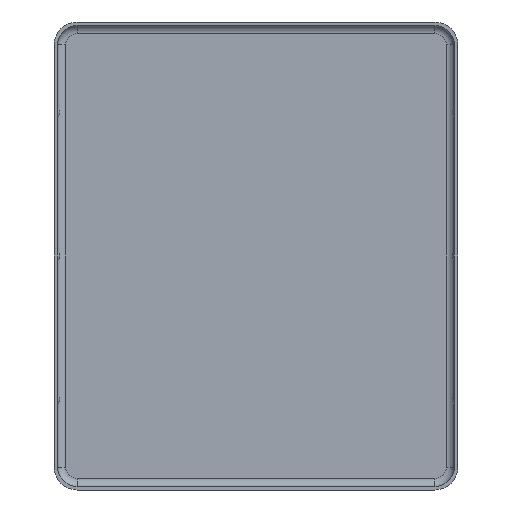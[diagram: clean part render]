
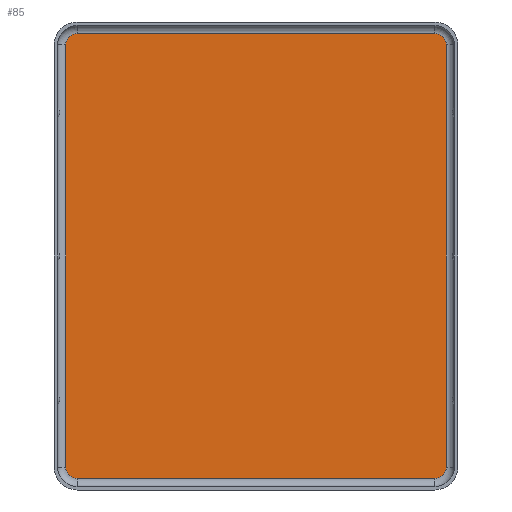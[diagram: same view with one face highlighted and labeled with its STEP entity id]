
A CAD part, front view. The second image highlights one B-rep face of the part: STEP entity #85.
In plain terms, the highlighted planar face has unit normal (0, -1, 0).
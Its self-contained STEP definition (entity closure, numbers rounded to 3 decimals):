
#85 = ADVANCED_FACE( 'NONE', ( #203 ), #204, .T. );
#203 = FACE_OUTER_BOUND( '', #364, .T. );
#204 = PLANE( '', #365 );
#364 = EDGE_LOOP( '', ( #551, #552, #553, #554, #555, #556, #557, #558 ) );
#365 = AXIS2_PLACEMENT_3D( '', #559, #560, #561 );
#551 = ORIENTED_EDGE( '', *, *, #894, .F. );
#552 = ORIENTED_EDGE( '', *, *, #872, .F. );
#553 = ORIENTED_EDGE( '', *, *, #892, .F. );
#554 = ORIENTED_EDGE( '', *, *, #899, .T. );
#555 = ORIENTED_EDGE( '', *, *, #900, .T. );
#556 = ORIENTED_EDGE( '', *, *, #887, .F. );
#557 = ORIENTED_EDGE( '', *, *, #901, .T. );
#558 = ORIENTED_EDGE( '', *, *, #902, .T. );
#559 = CARTESIAN_POINT( '', ( 15.6, 0., -18.4 ) );
#560 = DIRECTION( '', ( 0., -1., 0. ) );
#561 = DIRECTION( '', ( 0., 0., -1. ) );
#872 = EDGE_CURVE( 'NONE', #1012, #1014, #1015, .T. );
#887 = EDGE_CURVE( 'NONE', #1038, #1040, #1041, .T. );
#892 = EDGE_CURVE( 'NONE', #1046, #1012, #1048, .T. );
#894 = EDGE_CURVE( 'NONE', #1014, #1050, #1051, .T. );
#899 = EDGE_CURVE( 'NONE', #1046, #1057, #1058, .T. );
#900 = EDGE_CURVE( 'NONE', #1057, #1040, #1059, .T. );
#901 = EDGE_CURVE( 'NONE', #1038, #1060, #1061, .T. );
#902 = EDGE_CURVE( 'NONE', #1060, #1050, #1062, .T. );
#1012 = VERTEX_POINT( 'NONE', #1211 );
#1014 = VERTEX_POINT( 'NONE', #1213 );
#1015 = CIRCLE( '', #1214, 1. );
#1038 = VERTEX_POINT( 'NONE', #1241 );
#1040 = VERTEX_POINT( 'NONE', #1243 );
#1041 = CIRCLE( '', #1244, 1. );
#1046 = VERTEX_POINT( 'NONE', #1250 );
#1048 = LINE( '', #1252, #1253 );
#1050 = VERTEX_POINT( 'NONE', #1255 );
#1051 = LINE( '', #1256, #1257 );
#1057 = VERTEX_POINT( 'NONE', #1263 );
#1058 = CIRCLE( '', #1264, 1. );
#1059 = LINE( '', #1265, #1266 );
#1060 = VERTEX_POINT( 'NONE', #1267 );
#1061 = LINE( '', #1268, #1269 );
#1062 = CIRCLE( '', #1270, 1. );
#1211 = CARTESIAN_POINT( '', ( 16.6, 0., -18.4 ) );
#1213 = CARTESIAN_POINT( '', ( 15.6, 0., -19.4 ) );
#1214 = AXIS2_PLACEMENT_3D( '', #1452, #1453, #1454 );
#1241 = CARTESIAN_POINT( '', ( -16.6, 0., 18.4 ) );
#1243 = CARTESIAN_POINT( '', ( -15.6, 0., 19.4 ) );
#1244 = AXIS2_PLACEMENT_3D( '', #1480, #1481, #1482 );
#1250 = CARTESIAN_POINT( '', ( 16.6, 0., 18.4 ) );
#1252 = CARTESIAN_POINT( '', ( 16.6, 0., 0. ) );
#1253 = VECTOR( '', #1490, 1000. );
#1255 = CARTESIAN_POINT( '', ( -15.6, 0., -19.4 ) );
#1256 = CARTESIAN_POINT( '', ( 15.6, 0., -19.4 ) );
#1257 = VECTOR( '', #1491, 1000. );
#1263 = CARTESIAN_POINT( '', ( 15.6, 0., 19.4 ) );
#1264 = AXIS2_PLACEMENT_3D( '', #1498, #1499, #1500 );
#1265 = CARTESIAN_POINT( '', ( 15.6, 0., 19.4 ) );
#1266 = VECTOR( '', #1501, 1000. );
#1267 = CARTESIAN_POINT( '', ( -16.6, 0., -18.4 ) );
#1268 = CARTESIAN_POINT( '', ( -16.6, 0., 0. ) );
#1269 = VECTOR( '', #1502, 1000. );
#1270 = AXIS2_PLACEMENT_3D( '', #1503, #1504, #1505 );
#1452 = CARTESIAN_POINT( '', ( 15.6, 0., -18.4 ) );
#1453 = DIRECTION( '', ( 0., 1., 0. ) );
#1454 = DIRECTION( '', ( 0., 0., 1. ) );
#1480 = CARTESIAN_POINT( '', ( -15.6, 0., 18.4 ) );
#1481 = DIRECTION( '', ( 0., 1., 0. ) );
#1482 = DIRECTION( '', ( 0., 0., -1. ) );
#1490 = DIRECTION( '', ( 0., 0., -1. ) );
#1491 = DIRECTION( '', ( -1., 0., 0. ) );
#1498 = CARTESIAN_POINT( '', ( 15.6, 0., 18.4 ) );
#1499 = DIRECTION( '', ( 0., -1., 0. ) );
#1500 = DIRECTION( '', ( 0., 0., -1. ) );
#1501 = DIRECTION( '', ( -1., 0., 0. ) );
#1502 = DIRECTION( '', ( 0., 0., -1. ) );
#1503 = CARTESIAN_POINT( '', ( -15.6, 0., -18.4 ) );
#1504 = DIRECTION( '', ( 0., -1., 0. ) );
#1505 = DIRECTION( '', ( 0., 0., 1. ) );
